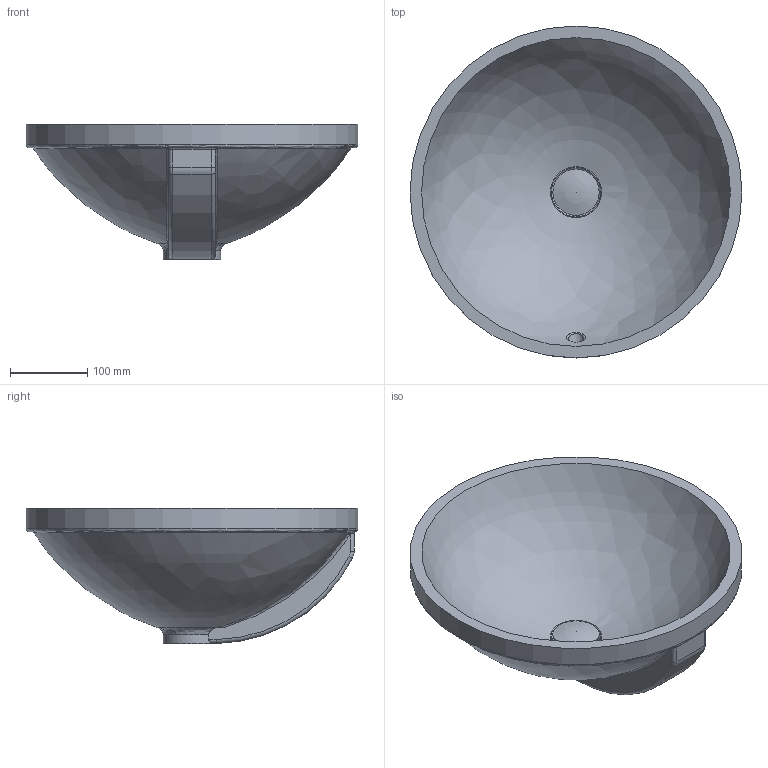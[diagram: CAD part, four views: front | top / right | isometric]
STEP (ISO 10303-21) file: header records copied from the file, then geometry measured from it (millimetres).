
FILE_DESCRIPTION((''),'2;1');
FILE_NAME('46840.stp','2011-02-28T15:00:27',('Andreas'),(''),'Autodesk Inventor 2009','Autodesk Inventor 2009','');
FILE_SCHEMA(('AUTOMOTIVE_DESIGN { 1 0 10303 214 1 1 1 1 }'));
Length unit declared in the file: millimetre
Products named in the file (4): 46840; Stopfen; Kelch
Assembly tree (3 placements, depth 2):
  46840
    46840
    Stopfen
    Kelch
Bounding box: 430 x 430 x 175 mm (x, y, z)
Volume: 3800034.2 mm3; surface area: 475170.2 mm2
Topology: 3 solids, 3 shells, 73 faces, 177 edges, 111 vertices
Faces by surface type: cylinder 21, plane 21, bspline 17, torus 11, cone 3
Full cylindrical faces by diameter (mm): 42 x1, 44 x1, 52 x1, 60 x1, 74.131 x1, 430 x1
Entity records: 4469 total; most frequent: CARTESIAN_POINT 2802, DIRECTION 320, ORIENTED_EDGE 318, EDGE_CURVE 159, AXIS2_PLACEMENT_3D 137, VERTEX_POINT 107, EDGE_LOOP 92, CIRCLE 74
